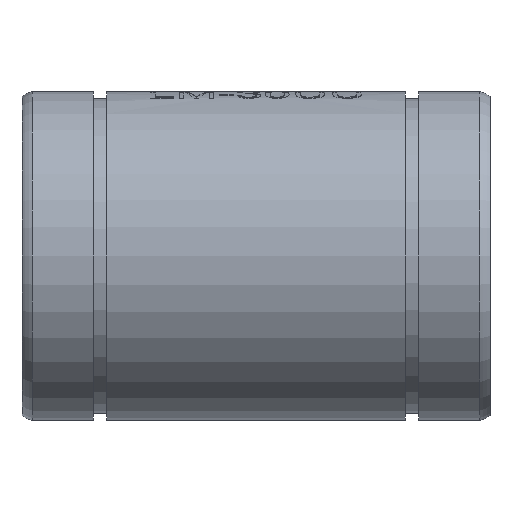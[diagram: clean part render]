
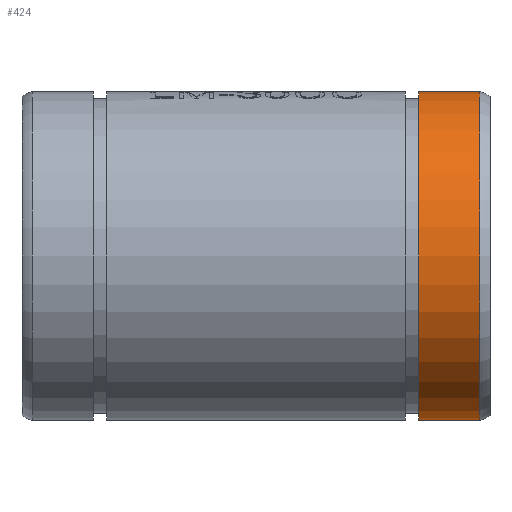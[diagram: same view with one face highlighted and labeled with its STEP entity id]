
A CAD part, front view. The second image highlights one B-rep face of the part: STEP entity #424.
In plain terms, the highlighted cylindrical face has radius 22.5 mm (diameter 45 mm), a full revolution.
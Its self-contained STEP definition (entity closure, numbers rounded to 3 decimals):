
#385=CYLINDRICAL_SURFACE('',#5030,22.5);
#424=ADVANCED_FACE('',(#945,#946),#385,.T.);
#881=CIRCLE('',#5028,22.5);
#882=CIRCLE('',#5029,22.5);
#945=FACE_BOUND('',#1026,.T.);
#946=FACE_BOUND('',#1027,.T.);
#1026=EDGE_LOOP('',(#2323));
#1027=EDGE_LOOP('',(#2324));
#2323=ORIENTED_EDGE('',*,*,#4153,.F.);
#2324=ORIENTED_EDGE('',*,*,#4154,.T.);
#3691=VERTEX_POINT('',#7549);
#3692=VERTEX_POINT('',#7551);
#4153=EDGE_CURVE('',#3691,#3691,#881,.T.);
#4154=EDGE_CURVE('',#3692,#3692,#882,.T.);
#5028=AXIS2_PLACEMENT_3D('',#7548,#5410,#5411);
#5029=AXIS2_PLACEMENT_3D('',#7550,#5412,#5413);
#5030=AXIS2_PLACEMENT_3D('',#7552,#5414,#5415);
#5410=DIRECTION('',(-1.,0.,0.));
#5411=DIRECTION('',(0.,0.,1.));
#5412=DIRECTION('',(-1.,0.,0.));
#5413=DIRECTION('',(0.,0.,1.));
#5414=DIRECTION('',(-1.,0.,0.));
#5415=DIRECTION('',(0.,0.,1.));
#7548=CARTESIAN_POINT('',(54.25,0.,0.));
#7549=CARTESIAN_POINT('',(54.25,0.,22.5));
#7550=CARTESIAN_POINT('',(62.602,0.,0.));
#7551=CARTESIAN_POINT('',(62.602,0.,22.5));
#7552=CARTESIAN_POINT('',(58.426,0.,0.));
